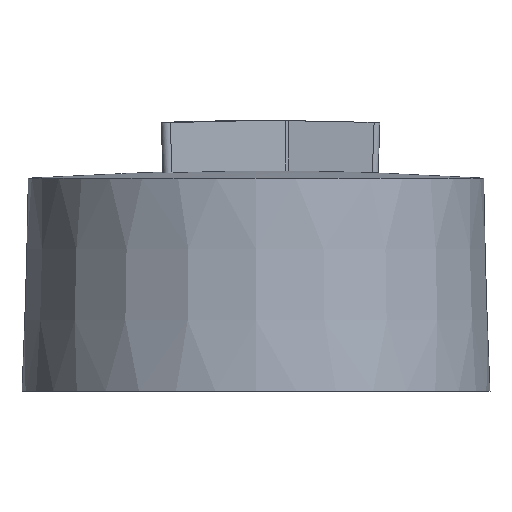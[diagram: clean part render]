
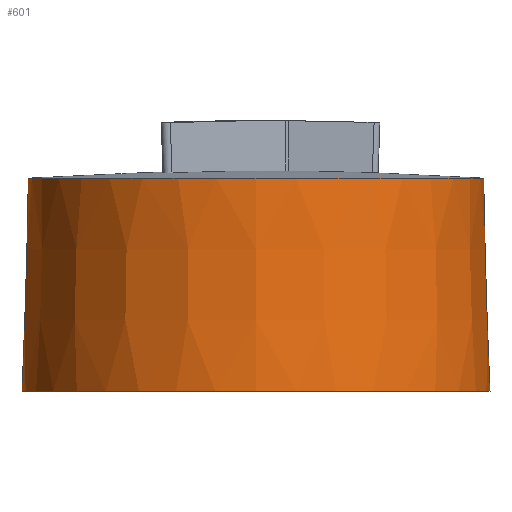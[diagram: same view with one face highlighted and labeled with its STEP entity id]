
A CAD part, left-side view. The second image highlights one B-rep face of the part: STEP entity #601.
In plain terms, the highlighted conical face has half-angle 1.7 degrees and reference radius 3.025 mm.
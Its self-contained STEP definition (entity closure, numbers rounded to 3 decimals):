
#19=CONICAL_SURFACE('',#681,3.025,0.03);
#65=CIRCLE('',#678,3.025);
#66=CIRCLE('',#682,2.943);
#113=FACE_OUTER_BOUND('',#149,.T.);
#149=EDGE_LOOP('',(#526,#527,#528,#529));
#173=LINE('',#1362,#196);
#196=VECTOR('',#842,3.675);
#286=VERTEX_POINT('',#1355);
#287=VERTEX_POINT('',#1360);
#375=EDGE_CURVE('',#286,#286,#65,.T.);
#376=EDGE_CURVE('',#287,#287,#66,.T.);
#377=EDGE_CURVE('',#287,#286,#173,.T.);
#526=ORIENTED_EDGE('',*,*,#376,.F.);
#527=ORIENTED_EDGE('',*,*,#377,.T.);
#528=ORIENTED_EDGE('',*,*,#375,.T.);
#529=ORIENTED_EDGE('',*,*,#377,.F.);
#601=ADVANCED_FACE('',(#113),#19,.T.);
#678=AXIS2_PLACEMENT_3D('',#1356,#832,#833);
#681=AXIS2_PLACEMENT_3D('',#1359,#838,#839);
#682=AXIS2_PLACEMENT_3D('',#1361,#840,#841);
#832=DIRECTION('center_axis',(0.,0.,1.));
#833=DIRECTION('ref_axis',(1.,0.,0.));
#838=DIRECTION('center_axis',(0.,0.,-1.));
#839=DIRECTION('ref_axis',(1.,0.,0.));
#840=DIRECTION('center_axis',(0.,0.,1.));
#841=DIRECTION('ref_axis',(1.,0.,0.));
#842=DIRECTION('',(-0.03,0.,-1.));
#1355=CARTESIAN_POINT('',(-3.025,0.,0.));
#1356=CARTESIAN_POINT('Origin',(0.,0.,0.));
#1359=CARTESIAN_POINT('Origin',(0.,0.,-0.019));
#1360=CARTESIAN_POINT('',(-2.943,0.,2.756));
#1361=CARTESIAN_POINT('Origin',(0.,0.,2.756));
#1362=CARTESIAN_POINT('',(-3.025,0.,-0.019));
